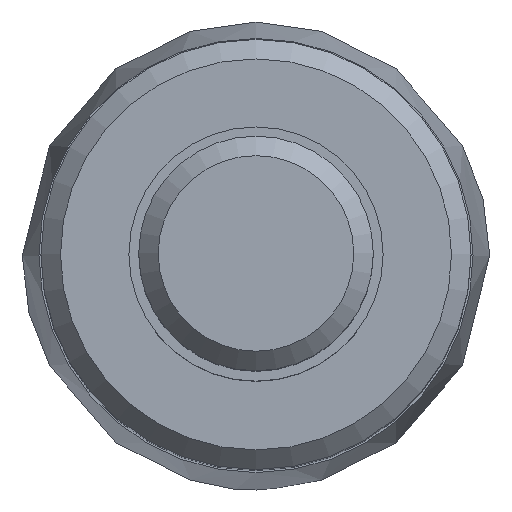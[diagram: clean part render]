
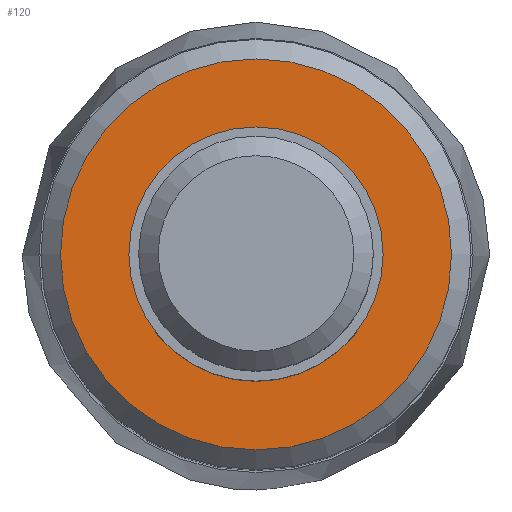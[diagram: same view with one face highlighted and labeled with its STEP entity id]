
A CAD part, top view. The second image highlights one B-rep face of the part: STEP entity #120.
In plain terms, the highlighted planar face has unit normal (0, 0, 1).
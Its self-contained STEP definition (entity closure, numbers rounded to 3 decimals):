
#97=FACE_BOUND('',#151,.T.);
#98=FACE_BOUND('',#152,.T.);
#120=ADVANCED_FACE('',(#97,#98),#132,.F.);
#132=PLANE('',#445);
#151=EDGE_LOOP('',(#179));
#152=EDGE_LOOP('',(#180));
#179=ORIENTED_EDGE('',*,*,#215,.F.);
#180=ORIENTED_EDGE('',*,*,#216,.T.);
#201=VERTEX_POINT('',#650);
#202=VERTEX_POINT('',#653);
#215=EDGE_CURVE('',#201,#201,#240,.T.);
#216=EDGE_CURVE('',#202,#202,#241,.T.);
#240=CIRCLE('',#442,5.);
#241=CIRCLE('',#444,2.75);
#442=AXIS2_PLACEMENT_3D('',#649,#511,#512);
#444=AXIS2_PLACEMENT_3D('',#652,#515,#516);
#445=AXIS2_PLACEMENT_3D('',#654,#517,#518);
#511=DIRECTION('',(0.,0.,-1.));
#512=DIRECTION('',(0.,1.,0.));
#515=DIRECTION('',(0.,0.,-1.));
#516=DIRECTION('',(0.,1.,0.));
#517=DIRECTION('',(0.,0.,-1.));
#518=DIRECTION('',(0.,1.,0.));
#649=CARTESIAN_POINT('',(0.,0.,-14.5));
#650=CARTESIAN_POINT('',(0.,5.,-14.5));
#652=CARTESIAN_POINT('',(0.,0.,-14.5));
#653=CARTESIAN_POINT('',(0.,2.75,-14.5));
#654=CARTESIAN_POINT('',(0.,2.75,-14.5));
